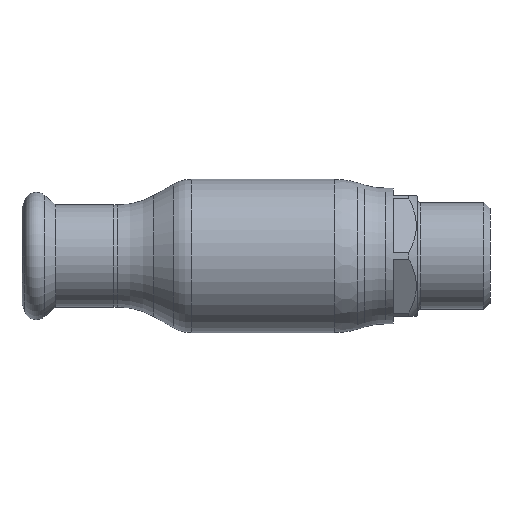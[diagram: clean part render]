
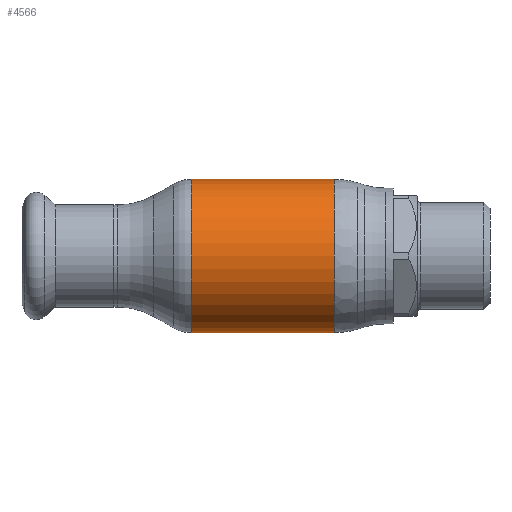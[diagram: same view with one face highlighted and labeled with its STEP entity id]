
A CAD part, front view. The second image highlights one B-rep face of the part: STEP entity #4566.
In plain terms, the highlighted cylindrical face has radius 19 mm (diameter 38 mm), a partial arc.
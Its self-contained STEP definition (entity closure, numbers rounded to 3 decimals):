
#201 = VERTEX_POINT ( 'NONE', #37096 ) ;
#2071 = AXIS2_PLACEMENT_3D ( 'NONE', #10402, #22739, #45620 ) ;
#4381 = EDGE_CURVE ( 'NONE', #201, #36732, #17029, .T. ) ;
#4566 = ADVANCED_FACE ( 'NONE', ( #18730 ), #51742, .T. ) ;
#6356 = EDGE_CURVE ( 'NONE', #18746, #201, #56453, .T. ) ;
#7288 = DIRECTION ( 'NONE',  ( -1., 0., 0. ) ) ;
#10402 = CARTESIAN_POINT ( 'NONE',  ( -18.088, 0., 0. ) ) ;
#11287 = DIRECTION ( 'NONE',  ( 0., 0., 1. ) ) ;
#12628 = CARTESIAN_POINT ( 'NONE',  ( -18.088, 0., -19. ) ) ;
#14661 = EDGE_CURVE ( 'NONE', #18746, #44167, #19540, .T. ) ;
#15141 = VECTOR ( 'NONE', #7288, 1000. ) ;
#17029 = LINE ( 'NONE', #47778, #15141 ) ;
#18084 = EDGE_CURVE ( 'NONE', #44167, #36732, #26609, .T. ) ;
#18730 = FACE_OUTER_BOUND ( 'NONE', #45135, .T. ) ;
#18746 = VERTEX_POINT ( 'NONE', #42707 ) ;
#19540 = LINE ( 'NONE', #32900, #34241 ) ;
#19631 = ORIENTED_EDGE ( 'NONE', *, *, #6356, .T. ) ;
#22739 = DIRECTION ( 'NONE',  ( -1., 0., 0. ) ) ;
#23428 = DIRECTION ( 'NONE',  ( -1., 0., 0. ) ) ;
#26609 = CIRCLE ( 'NONE', #2071, 19. ) ;
#28668 = CARTESIAN_POINT ( 'NONE',  ( 17.411, 0., 0. ) ) ;
#31021 = AXIS2_PLACEMENT_3D ( 'NONE', #28668, #46702, #39307 ) ;
#32900 = CARTESIAN_POINT ( 'NONE',  ( -62.69, 0., -19. ) ) ;
#34241 = VECTOR ( 'NONE', #37631, 1000. ) ;
#36518 = CARTESIAN_POINT ( 'NONE',  ( -62.69, 0., 0. ) ) ;
#36732 = VERTEX_POINT ( 'NONE', #43147 ) ;
#37096 = CARTESIAN_POINT ( 'NONE',  ( 17.411, 0., 19. ) ) ;
#37631 = DIRECTION ( 'NONE',  ( -1., 0., 0. ) ) ;
#39307 = DIRECTION ( 'NONE',  ( 0., 0., 1. ) ) ;
#40534 = ORIENTED_EDGE ( 'NONE', *, *, #4381, .T. ) ;
#42707 = CARTESIAN_POINT ( 'NONE',  ( 17.411, 0., -19. ) ) ;
#43147 = CARTESIAN_POINT ( 'NONE',  ( -18.088, 0., 19. ) ) ;
#44167 = VERTEX_POINT ( 'NONE', #12628 ) ;
#45135 = EDGE_LOOP ( 'NONE', ( #54277, #19631, #40534, #53379 ) ) ;
#45620 = DIRECTION ( 'NONE',  ( 0., 0., 1. ) ) ;
#46702 = DIRECTION ( 'NONE',  ( -1., 0., 0. ) ) ;
#47778 = CARTESIAN_POINT ( 'NONE',  ( -62.69, 0., 19. ) ) ;
#48105 = AXIS2_PLACEMENT_3D ( 'NONE', #36518, #23428, #11287 ) ;
#51742 = CYLINDRICAL_SURFACE ( 'NONE', #48105, 19. ) ;
#53379 = ORIENTED_EDGE ( 'NONE', *, *, #18084, .F. ) ;
#54277 = ORIENTED_EDGE ( 'NONE', *, *, #14661, .F. ) ;
#56453 = CIRCLE ( 'NONE', #31021, 19. ) ;
